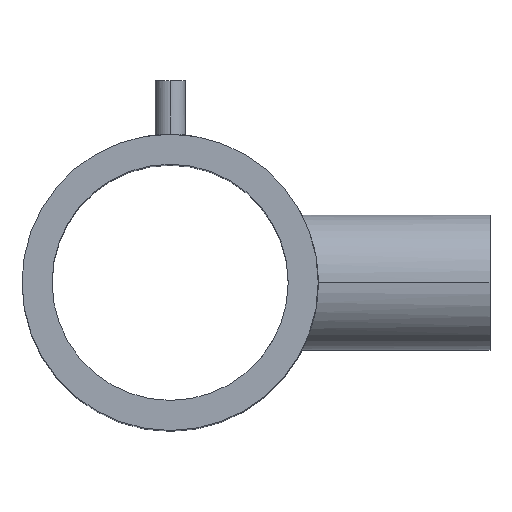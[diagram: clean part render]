
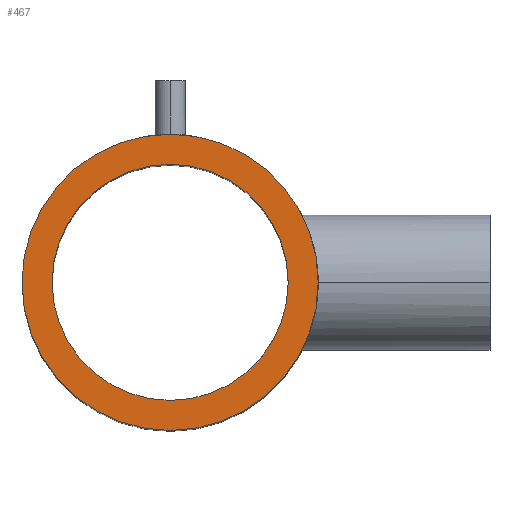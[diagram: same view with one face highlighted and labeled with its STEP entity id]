
A CAD part, top view. The second image highlights one B-rep face of the part: STEP entity #467.
In plain terms, the highlighted planar face has unit normal (0, 0, 1).
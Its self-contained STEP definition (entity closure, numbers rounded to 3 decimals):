
#6 = CARTESIAN_POINT ( 'NONE',  ( 0., 0., 130. ) ) ;
#75 = DIRECTION ( 'NONE',  ( 1., 0., 0. ) ) ;
#79 = FACE_BOUND ( 'NONE', #692, .T. ) ;
#103 = EDGE_CURVE ( 'NONE', #375, #1031, #827, .T. ) ;
#107 = VERTEX_POINT ( 'NONE', #902 ) ;
#113 = CIRCLE ( 'NONE', #947, 55. ) ;
#164 = DIRECTION ( 'NONE',  ( 1., 0., 0. ) ) ;
#174 = DIRECTION ( 'NONE',  ( 0., 0., 1. ) ) ;
#177 = CARTESIAN_POINT ( 'NONE',  ( 0., 0., 130. ) ) ;
#178 = DIRECTION ( 'NONE',  ( 0., 0., 1. ) ) ;
#242 = ORIENTED_EDGE ( 'NONE', *, *, #103, .T. ) ;
#254 = AXIS2_PLACEMENT_3D ( 'NONE', #785, #1094, #262 ) ;
#262 = DIRECTION ( 'NONE',  ( 1., 0., 0. ) ) ;
#368 = EDGE_CURVE ( 'NONE', #531, #107, #1182, .T. ) ;
#375 = VERTEX_POINT ( 'NONE', #992 ) ;
#383 = DIRECTION ( 'NONE',  ( 1., 0., 0. ) ) ;
#414 = AXIS2_PLACEMENT_3D ( 'NONE', #955, #174, #75 ) ;
#467 = ADVANCED_FACE ( 'NONE', ( #752, #79 ), #699, .T. ) ;
#468 = EDGE_LOOP ( 'NONE', ( #242, #491 ) ) ;
#475 = ORIENTED_EDGE ( 'NONE', *, *, #497, .F. ) ;
#491 = ORIENTED_EDGE ( 'NONE', *, *, #876, .T. ) ;
#497 = EDGE_CURVE ( 'NONE', #107, #531, #113, .T. ) ;
#531 = VERTEX_POINT ( 'NONE', #599 ) ;
#555 = DIRECTION ( 'NONE',  ( 0., 0., 1. ) ) ;
#599 = CARTESIAN_POINT ( 'NONE',  ( -55., 0., 130. ) ) ;
#606 = DIRECTION ( 'NONE',  ( 1., 0., 0. ) ) ;
#658 = CARTESIAN_POINT ( 'NONE',  ( 0., 0., 130. ) ) ;
#692 = EDGE_LOOP ( 'NONE', ( #885, #475 ) ) ;
#699 = PLANE ( 'NONE',  #254 ) ;
#743 = AXIS2_PLACEMENT_3D ( 'NONE', #6, #178, #164 ) ;
#752 = FACE_OUTER_BOUND ( 'NONE', #468, .T. ) ;
#785 = CARTESIAN_POINT ( 'NONE',  ( 0., 0., 130. ) ) ;
#827 = CIRCLE ( 'NONE', #973, 69. ) ;
#876 = EDGE_CURVE ( 'NONE', #1031, #375, #1164, .T. ) ;
#885 = ORIENTED_EDGE ( 'NONE', *, *, #368, .F. ) ;
#902 = CARTESIAN_POINT ( 'NONE',  ( 55., 0., 130. ) ) ;
#947 = AXIS2_PLACEMENT_3D ( 'NONE', #658, #555, #606 ) ;
#955 = CARTESIAN_POINT ( 'NONE',  ( 0., 0., 130. ) ) ;
#966 = DIRECTION ( 'NONE',  ( 0., 0., 1. ) ) ;
#973 = AXIS2_PLACEMENT_3D ( 'NONE', #177, #966, #383 ) ;
#992 = CARTESIAN_POINT ( 'NONE',  ( -69., 0., 130. ) ) ;
#1031 = VERTEX_POINT ( 'NONE', #1175 ) ;
#1094 = DIRECTION ( 'NONE',  ( 0., 0., 1. ) ) ;
#1164 = CIRCLE ( 'NONE', #414, 69. ) ;
#1175 = CARTESIAN_POINT ( 'NONE',  ( 69., 0., 130. ) ) ;
#1182 = CIRCLE ( 'NONE', #743, 55. ) ;
